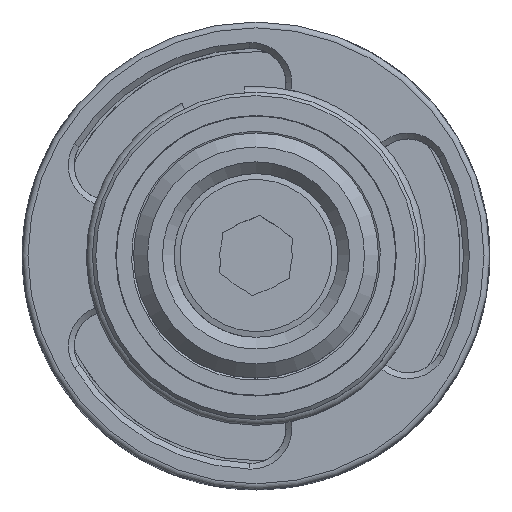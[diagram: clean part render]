
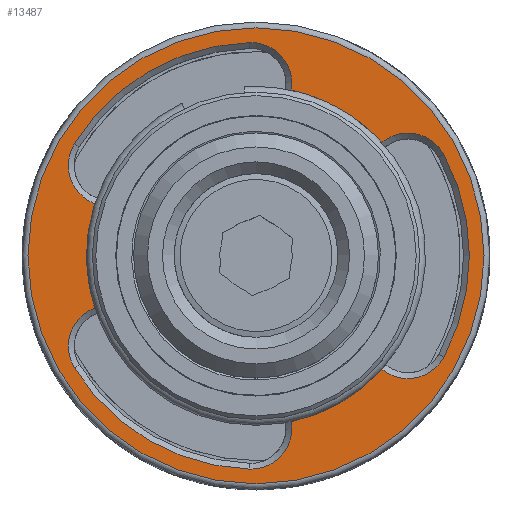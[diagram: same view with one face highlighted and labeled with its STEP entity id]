
A CAD part, top view. The second image highlights one B-rep face of the part: STEP entity #13487.
In plain terms, the highlighted planar face has unit normal (0, 0, 1).
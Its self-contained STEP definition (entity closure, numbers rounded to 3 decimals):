
#2909=ORIENTED_EDGE('',*,*,#5042,.T.);
#2910=ORIENTED_EDGE('',*,*,#5056,.T.);
#2911=ORIENTED_EDGE('',*,*,#5062,.T.);
#2912=ORIENTED_EDGE('',*,*,#5057,.T.);
#2913=ORIENTED_EDGE('',*,*,#5038,.T.);
#2914=ORIENTED_EDGE('',*,*,#5060,.T.);
#2915=ORIENTED_EDGE('',*,*,#5063,.T.);
#2916=ORIENTED_EDGE('',*,*,#5043,.T.);
#2917=ORIENTED_EDGE('',*,*,#5036,.T.);
#2918=ORIENTED_EDGE('',*,*,#5051,.T.);
#2919=ORIENTED_EDGE('',*,*,#5064,.T.);
#2920=ORIENTED_EDGE('',*,*,#5053,.T.);
#2921=ORIENTED_EDGE('',*,*,#5065,.T.);
#5036=EDGE_CURVE('',#6211,#6212,#7002,.F.);
#5038=EDGE_CURVE('',#6214,#6213,#7003,.F.);
#5042=EDGE_CURVE('',#6215,#6216,#7004,.F.);
#5043=EDGE_CURVE('',#6217,#6211,#7005,.F.);
#5051=EDGE_CURVE('',#6212,#6218,#7011,.F.);
#5053=EDGE_CURVE('',#6219,#6215,#7012,.F.);
#5056=EDGE_CURVE('',#6216,#6220,#7014,.F.);
#5057=EDGE_CURVE('',#6221,#6214,#7015,.F.);
#5060=EDGE_CURVE('',#6213,#6222,#7016,.F.);
#5062=EDGE_CURVE('',#6220,#6221,#7018,.F.);
#5063=EDGE_CURVE('',#6222,#6217,#7019,.F.);
#5064=EDGE_CURVE('',#6218,#6219,#7020,.F.);
#5065=EDGE_CURVE('',#6224,#6224,#7021,.T.);
#6211=VERTEX_POINT('',#21164);
#6212=VERTEX_POINT('',#21169);
#6213=VERTEX_POINT('',#21176);
#6214=VERTEX_POINT('',#21178);
#6215=VERTEX_POINT('',#21188);
#6216=VERTEX_POINT('',#21193);
#6217=VERTEX_POINT('',#21198);
#6218=VERTEX_POINT('',#21212);
#6219=VERTEX_POINT('',#21216);
#6220=VERTEX_POINT('',#21222);
#6221=VERTEX_POINT('',#21226);
#6222=VERTEX_POINT('',#21230);
#6224=VERTEX_POINT('',#21240);
#7002=CIRCLE('',#14314,14.5);
#7003=CIRCLE('',#14316,14.5);
#7004=CIRCLE('',#14318,14.5);
#7005=CIRCLE('',#14321,3.5);
#7011=CIRCLE('',#14333,3.5);
#7012=CIRCLE('',#14335,3.5);
#7014=CIRCLE('',#14339,3.5);
#7015=CIRCLE('',#14341,3.5);
#7016=CIRCLE('',#14343,3.5);
#7018=CIRCLE('',#14347,18.25);
#7019=CIRCLE('',#14348,18.25);
#7020=CIRCLE('',#14349,18.25);
#7021=CIRCLE('',#14350,19.5);
#7538=EDGE_LOOP('',(#2909,#2910,#2911,#2912,#2913,#2914,#2915,#2916,#2917,
#2918,#2919,#2920));
#7539=EDGE_LOOP('',(#2921));
#8338=FACE_BOUND('',#7538,.T.);
#8339=FACE_BOUND('',#7539,.T.);
#8875=PLANE('',#14346);
#13487=ADVANCED_FACE('',(#8338,#8339),#8875,.T.);
#14314=AXIS2_PLACEMENT_3D('',#21170,#15858,#15859);
#14316=AXIS2_PLACEMENT_3D('',#21177,#15862,#15863);
#14318=AXIS2_PLACEMENT_3D('',#21194,#15866,#15867);
#14321=AXIS2_PLACEMENT_3D('',#21197,#15872,#15873);
#14333=AXIS2_PLACEMENT_3D('',#21213,#15898,#15899);
#14335=AXIS2_PLACEMENT_3D('',#21217,#15903,#15904);
#14339=AXIS2_PLACEMENT_3D('',#21223,#15912,#15913);
#14341=AXIS2_PLACEMENT_3D('',#21225,#15916,#15917);
#14343=AXIS2_PLACEMENT_3D('',#21231,#15922,#15923);
#14346=AXIS2_PLACEMENT_3D('',#21235,#15928,#15929);
#14347=AXIS2_PLACEMENT_3D('',#21236,#15930,#15931);
#14348=AXIS2_PLACEMENT_3D('',#21237,#15932,#15933);
#14349=AXIS2_PLACEMENT_3D('',#21238,#15934,#15935);
#14350=AXIS2_PLACEMENT_3D('',#21239,#15936,#15937);
#15858=DIRECTION('',(0.,0.,1.));
#15859=DIRECTION('',(0.,-1.,0.));
#15862=DIRECTION('',(0.,0.,1.));
#15863=DIRECTION('',(0.,-1.,0.));
#15866=DIRECTION('',(0.,0.,1.));
#15867=DIRECTION('',(0.,-1.,0.));
#15872=DIRECTION('',(0.,0.,1.));
#15873=DIRECTION('',(0.,-1.,0.));
#15898=DIRECTION('',(0.,0.,1.));
#15899=DIRECTION('',(0.,-1.,0.));
#15903=DIRECTION('',(0.,0.,1.));
#15904=DIRECTION('',(0.,-1.,0.));
#15912=DIRECTION('',(0.,0.,1.));
#15913=DIRECTION('',(0.,-1.,0.));
#15916=DIRECTION('',(0.,0.,1.));
#15917=DIRECTION('',(0.,-1.,0.));
#15922=DIRECTION('',(0.,0.,1.));
#15923=DIRECTION('',(0.,-1.,0.));
#15928=DIRECTION('',(0.,0.,1.));
#15929=DIRECTION('',(0.,-1.,0.));
#15930=DIRECTION('',(0.,0.,1.));
#15931=DIRECTION('',(0.,-1.,0.));
#15932=DIRECTION('',(0.,0.,1.));
#15933=DIRECTION('',(0.,-1.,0.));
#15934=DIRECTION('',(0.,0.,1.));
#15935=DIRECTION('',(0.,-1.,0.));
#15936=DIRECTION('',(0.,0.,1.));
#15937=DIRECTION('',(0.,-1.,0.));
#21164=CARTESIAN_POINT('',(10.769,-9.71,-9.347));
#21169=CARTESIAN_POINT('',(3.025,-14.181,-9.347));
#21170=CARTESIAN_POINT('',(0.,0.,-9.347));
#21176=CARTESIAN_POINT('',(10.769,9.71,-9.347));
#21177=CARTESIAN_POINT('',(0.,0.,-9.347));
#21178=CARTESIAN_POINT('',(3.025,14.181,-9.347));
#21188=CARTESIAN_POINT('',(-13.794,-4.471,-9.347));
#21193=CARTESIAN_POINT('',(-13.794,4.471,-9.347));
#21194=CARTESIAN_POINT('',(0.,0.,-9.347));
#21197=CARTESIAN_POINT('',(12.983,-7.,-9.347));
#21198=CARTESIAN_POINT('',(16.064,-8.661,-9.347));
#21212=CARTESIAN_POINT('',(-0.531,-18.242,-9.347));
#21213=CARTESIAN_POINT('',(-0.429,-14.744,-9.347));
#21216=CARTESIAN_POINT('',(-15.533,-9.581,-9.347));
#21217=CARTESIAN_POINT('',(-12.554,-7.744,-9.347));
#21222=CARTESIAN_POINT('',(-15.533,9.581,-9.347));
#21223=CARTESIAN_POINT('',(-12.554,7.744,-9.347));
#21225=CARTESIAN_POINT('',(-0.429,14.744,-9.347));
#21226=CARTESIAN_POINT('',(-0.531,18.242,-9.347));
#21230=CARTESIAN_POINT('',(16.064,8.661,-9.347));
#21231=CARTESIAN_POINT('',(12.983,7.,-9.347));
#21235=CARTESIAN_POINT('',(0.,14.,-9.347));
#21236=CARTESIAN_POINT('',(0.,0.,-9.347));
#21237=CARTESIAN_POINT('',(0.,0.,-9.347));
#21238=CARTESIAN_POINT('',(0.,0.,-9.347));
#21239=CARTESIAN_POINT('',(0.,0.,-9.347));
#21240=CARTESIAN_POINT('',(0.,-19.5,-9.347));
